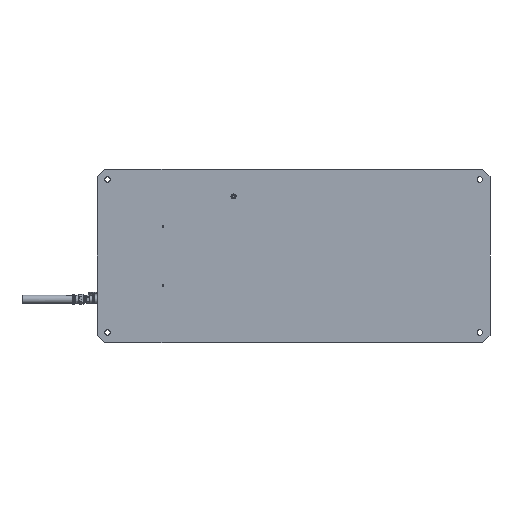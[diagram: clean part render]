
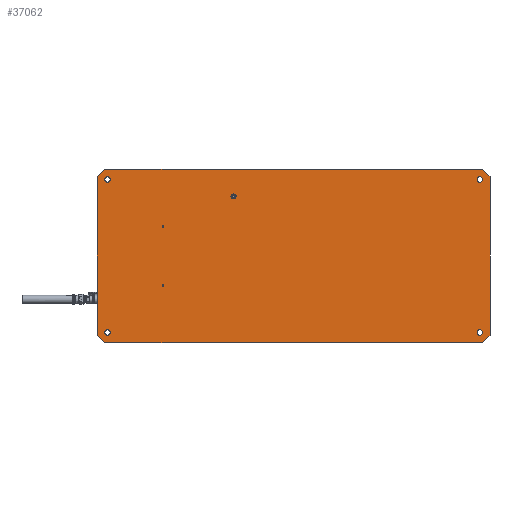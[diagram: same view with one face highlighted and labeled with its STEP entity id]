
A CAD part, front view. The second image highlights one B-rep face of the part: STEP entity #37062.
In plain terms, the highlighted planar face has unit normal (0, -1, 0).
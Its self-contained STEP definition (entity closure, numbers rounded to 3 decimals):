
#80 = EDGE_LOOP ( 'NONE', ( #10780 ) ) ;
#892 = LINE ( 'NONE', #16353, #22785 ) ;
#934 = CARTESIAN_POINT ( 'NONE',  ( 163.5, 0., 75.208 ) ) ;
#1328 = DIRECTION ( 'NONE',  ( 0., 1., 0. ) ) ;
#1469 = ORIENTED_EDGE ( 'NONE', *, *, #26769, .F. ) ;
#2056 = CARTESIAN_POINT ( 'NONE',  ( 0., 0., -215.9 ) ) ;
#2059 = CARTESIAN_POINT ( 'NONE',  ( 163.5, 0., -70.842 ) ) ;
#2611 = EDGE_CURVE ( 'NONE', #40850, #40850, #6574, .T. ) ;
#3026 = AXIS2_PLACEMENT_3D ( 'NONE', #9703, #19007, #32578 ) ;
#3436 = LINE ( 'NONE', #16355, #40286 ) ;
#4331 = DIRECTION ( 'NONE',  ( 0., 1., 0. ) ) ;
#4334 = CARTESIAN_POINT ( 'NONE',  ( 0., 0., -196.85 ) ) ;
#4575 = CARTESIAN_POINT ( 'NONE',  ( 25.4, 0., -183.754 ) ) ;
#5026 = FACE_BOUND ( 'NONE', #17296, .T. ) ;
#5123 = ORIENTED_EDGE ( 'NONE', *, *, #9197, .T. ) ;
#5222 = CARTESIAN_POINT ( 'NONE',  ( 0., 0., 196.85 ) ) ;
#5252 = ORIENTED_EDGE ( 'NONE', *, *, #37533, .T. ) ;
#5466 = DIRECTION ( 'NONE',  ( 0., 1., 0. ) ) ;
#5530 = CIRCLE ( 'NONE', #38029, 6.746 ) ;
#6134 = AXIS2_PLACEMENT_3D ( 'NONE', #2056, #8004, #33863 ) ;
#6233 = VECTOR ( 'NONE', #8855, 1000. ) ;
#6334 = ORIENTED_EDGE ( 'NONE', *, *, #7252, .F. ) ;
#6426 = DIRECTION ( 'NONE',  ( 0., 0., 1. ) ) ;
#6574 = CIRCLE ( 'NONE', #23500, 2.183 ) ;
#6780 = VECTOR ( 'NONE', #16952, 1000. ) ;
#6824 = DIRECTION ( 'NONE',  ( -0.707, 0., -0.707 ) ) ;
#7252 = EDGE_CURVE ( 'NONE', #32882, #9894, #13431, .T. ) ;
#7700 = VERTEX_POINT ( 'NONE', #934 ) ;
#7875 = EDGE_LOOP ( 'NONE', ( #16235 ) ) ;
#7934 = DIRECTION ( 'NONE',  ( 0., 0., 1. ) ) ;
#8004 = DIRECTION ( 'NONE',  ( 0., -1., 0. ) ) ;
#8342 = DIRECTION ( 'NONE',  ( 0., 0., -1. ) ) ;
#8374 = CIRCLE ( 'NONE', #29336, 2.183 ) ;
#8452 = CARTESIAN_POINT ( 'NONE',  ( 25.4, 0., 190.5 ) ) ;
#8729 = ORIENTED_EDGE ( 'NONE', *, *, #15028, .T. ) ;
#8737 = VERTEX_POINT ( 'NONE', #10566 ) ;
#8855 = DIRECTION ( 'NONE',  ( -1., 0., 0. ) ) ;
#9197 = EDGE_CURVE ( 'NONE', #33605, #33605, #5530, .T. ) ;
#9703 = CARTESIAN_POINT ( 'NONE',  ( 339.242, 0., 148.412 ) ) ;
#9894 = VERTEX_POINT ( 'NONE', #9991 ) ;
#9991 = CARTESIAN_POINT ( 'NONE',  ( 977.9, 0., -196.85 ) ) ;
#9995 = DIRECTION ( 'NONE',  ( 0., 0., 1. ) ) ;
#10066 = EDGE_LOOP ( 'NONE', ( #38300 ) ) ;
#10566 = CARTESIAN_POINT ( 'NONE',  ( 19.05, 0., -215.9 ) ) ;
#10780 = ORIENTED_EDGE ( 'NONE', *, *, #18088, .T. ) ;
#10837 = ORIENTED_EDGE ( 'NONE', *, *, #38434, .T. ) ;
#10979 = VECTOR ( 'NONE', #7934, 1000. ) ;
#11165 = CARTESIAN_POINT ( 'NONE',  ( 25.4, 0., 197.246 ) ) ;
#11939 = CARTESIAN_POINT ( 'NONE',  ( 0., 0., 215.9 ) ) ;
#12018 = FACE_BOUND ( 'NONE', #30802, .T. ) ;
#12326 = CARTESIAN_POINT ( 'NONE',  ( 952.5, 0., 197.246 ) ) ;
#12690 = EDGE_LOOP ( 'NONE', ( #8729 ) ) ;
#13397 = VERTEX_POINT ( 'NONE', #29697 ) ;
#13431 = LINE ( 'NONE', #26343, #29714 ) ;
#14123 = VERTEX_POINT ( 'NONE', #11165 ) ;
#15028 = EDGE_CURVE ( 'NONE', #7700, #7700, #8374, .T. ) ;
#15031 = CARTESIAN_POINT ( 'NONE',  ( 9.525, 0., -206.375 ) ) ;
#15236 = DIRECTION ( 'NONE',  ( 0.707, 0., -0.707 ) ) ;
#15401 = FACE_BOUND ( 'NONE', #80, .T. ) ;
#15505 = VERTEX_POINT ( 'NONE', #12326 ) ;
#15828 = DIRECTION ( 'NONE',  ( 0., 0., 1. ) ) ;
#16126 = CARTESIAN_POINT ( 'NONE',  ( 479.425, 0., -695.325 ) ) ;
#16235 = ORIENTED_EDGE ( 'NONE', *, *, #18165, .T. ) ;
#16257 = VERTEX_POINT ( 'NONE', #4334 ) ;
#16353 = CARTESIAN_POINT ( 'NONE',  ( -206.375, 0., -9.525 ) ) ;
#16355 = CARTESIAN_POINT ( 'NONE',  ( 0., 0., 215.9 ) ) ;
#16708 = AXIS2_PLACEMENT_3D ( 'NONE', #8452, #5466, #15828 ) ;
#16952 = DIRECTION ( 'NONE',  ( -0.707, 0., 0.707 ) ) ;
#17296 = EDGE_LOOP ( 'NONE', ( #18604 ) ) ;
#17427 = ORIENTED_EDGE ( 'NONE', *, *, #20522, .T. ) ;
#18088 = EDGE_CURVE ( 'NONE', #21454, #21454, #41031, .T. ) ;
#18165 = EDGE_CURVE ( 'NONE', #15505, #15505, #26804, .T. ) ;
#18555 = PLANE ( 'NONE',  #6134 ) ;
#18604 = ORIENTED_EDGE ( 'NONE', *, *, #29878, .T. ) ;
#18720 = DIRECTION ( 'NONE',  ( 0., 1., 0. ) ) ;
#19007 = DIRECTION ( 'NONE',  ( 0., -1., 0. ) ) ;
#20522 = EDGE_CURVE ( 'NONE', #24349, #30874, #892, .T. ) ;
#20921 = FACE_BOUND ( 'NONE', #7875, .T. ) ;
#21190 = ORIENTED_EDGE ( 'NONE', *, *, #41764, .F. ) ;
#21322 = CIRCLE ( 'NONE', #3026, 6.35 ) ;
#21454 = VERTEX_POINT ( 'NONE', #40549 ) ;
#22067 = AXIS2_PLACEMENT_3D ( 'NONE', #38604, #24829, #38187 ) ;
#22345 = VERTEX_POINT ( 'NONE', #26559 ) ;
#22785 = VECTOR ( 'NONE', #6824, 1000. ) ;
#22992 = VERTEX_POINT ( 'NONE', #36593 ) ;
#23153 = VECTOR ( 'NONE', #38606, 1000. ) ;
#23349 = DIRECTION ( 'NONE',  ( 1., 0., 0. ) ) ;
#23500 = AXIS2_PLACEMENT_3D ( 'NONE', #26337, #1328, #30135 ) ;
#24091 = FACE_OUTER_BOUND ( 'NONE', #39443, .T. ) ;
#24104 = CARTESIAN_POINT ( 'NONE',  ( 0., 0., -215.9 ) ) ;
#24218 = CARTESIAN_POINT ( 'NONE',  ( 19.05, 0., 215.9 ) ) ;
#24349 = VERTEX_POINT ( 'NONE', #24218 ) ;
#24829 = DIRECTION ( 'NONE',  ( 0., 1., 0. ) ) ;
#24928 = FACE_BOUND ( 'NONE', #10066, .T. ) ;
#25448 = LINE ( 'NONE', #16126, #23153 ) ;
#26188 = EDGE_CURVE ( 'NONE', #16257, #30874, #30999, .T. ) ;
#26297 = DIRECTION ( 'NONE',  ( 0., 1., 0. ) ) ;
#26337 = CARTESIAN_POINT ( 'NONE',  ( 163.5, 0., -73.025 ) ) ;
#26343 = CARTESIAN_POINT ( 'NONE',  ( 977.9, 0., 215.9 ) ) ;
#26559 = CARTESIAN_POINT ( 'NONE',  ( 958.85, 0., 215.9 ) ) ;
#26769 = EDGE_CURVE ( 'NONE', #22992, #8737, #34285, .T. ) ;
#26804 = CIRCLE ( 'NONE', #27475, 6.746 ) ;
#27102 = CARTESIAN_POINT ( 'NONE',  ( 695.325, 0., 479.425 ) ) ;
#27475 = AXIS2_PLACEMENT_3D ( 'NONE', #35853, #26297, #9995 ) ;
#28340 = LINE ( 'NONE', #15031, #31834 ) ;
#29186 = ORIENTED_EDGE ( 'NONE', *, *, #26188, .F. ) ;
#29336 = AXIS2_PLACEMENT_3D ( 'NONE', #39525, #4331, #39098 ) ;
#29697 = CARTESIAN_POINT ( 'NONE',  ( 339.242, 0., 142.062 ) ) ;
#29714 = VECTOR ( 'NONE', #8342, 1000. ) ;
#29878 = EDGE_CURVE ( 'NONE', #14123, #14123, #37717, .T. ) ;
#29886 = EDGE_LOOP ( 'NONE', ( #30038 ) ) ;
#30038 = ORIENTED_EDGE ( 'NONE', *, *, #41250, .F. ) ;
#30135 = DIRECTION ( 'NONE',  ( 0., 0., 1. ) ) ;
#30802 = EDGE_LOOP ( 'NONE', ( #5123 ) ) ;
#30874 = VERTEX_POINT ( 'NONE', #5222 ) ;
#30999 = LINE ( 'NONE', #11939, #10979 ) ;
#31274 = FACE_BOUND ( 'NONE', #29886, .T. ) ;
#31834 = VECTOR ( 'NONE', #15236, 1000. ) ;
#32578 = DIRECTION ( 'NONE',  ( 0., 0., -1. ) ) ;
#32882 = VERTEX_POINT ( 'NONE', #39231 ) ;
#33605 = VERTEX_POINT ( 'NONE', #4575 ) ;
#33863 = DIRECTION ( 'NONE',  ( 0., 0., -1. ) ) ;
#34285 = LINE ( 'NONE', #24104, #6233 ) ;
#34471 = EDGE_CURVE ( 'NONE', #32882, #22345, #36881, .T. ) ;
#35051 = CARTESIAN_POINT ( 'NONE',  ( 25.4, 0., -190.5 ) ) ;
#35421 = ORIENTED_EDGE ( 'NONE', *, *, #34471, .T. ) ;
#35853 = CARTESIAN_POINT ( 'NONE',  ( 952.5, 0., 190.5 ) ) ;
#36593 = CARTESIAN_POINT ( 'NONE',  ( 958.85, 0., -215.9 ) ) ;
#36881 = LINE ( 'NONE', #27102, #6780 ) ;
#37062 = ADVANCED_FACE ( 'NONE', ( #5026, #15401, #31274, #24091, #20921, #12018, #37874, #24928 ), #18555, .T. ) ;
#37533 = EDGE_CURVE ( 'NONE', #16257, #8737, #28340, .T. ) ;
#37717 = CIRCLE ( 'NONE', #16708, 6.746 ) ;
#37874 = FACE_BOUND ( 'NONE', #12690, .T. ) ;
#38029 = AXIS2_PLACEMENT_3D ( 'NONE', #35051, #18720, #6426 ) ;
#38187 = DIRECTION ( 'NONE',  ( 0., 0., 1. ) ) ;
#38300 = ORIENTED_EDGE ( 'NONE', *, *, #2611, .T. ) ;
#38434 = EDGE_CURVE ( 'NONE', #22992, #9894, #25448, .T. ) ;
#38604 = CARTESIAN_POINT ( 'NONE',  ( 952.5, 0., -190.5 ) ) ;
#38606 = DIRECTION ( 'NONE',  ( 0.707, 0., 0.707 ) ) ;
#39098 = DIRECTION ( 'NONE',  ( 0., 0., 1. ) ) ;
#39231 = CARTESIAN_POINT ( 'NONE',  ( 977.9, 0., 196.85 ) ) ;
#39443 = EDGE_LOOP ( 'NONE', ( #29186, #5252, #1469, #10837, #6334, #35421, #21190, #17427 ) ) ;
#39525 = CARTESIAN_POINT ( 'NONE',  ( 163.5, 0., 73.025 ) ) ;
#40286 = VECTOR ( 'NONE', #23349, 1000. ) ;
#40549 = CARTESIAN_POINT ( 'NONE',  ( 952.5, 0., -183.754 ) ) ;
#40850 = VERTEX_POINT ( 'NONE', #2059 ) ;
#41031 = CIRCLE ( 'NONE', #22067, 6.746 ) ;
#41250 = EDGE_CURVE ( 'NONE', #13397, #13397, #21322, .T. ) ;
#41764 = EDGE_CURVE ( 'NONE', #24349, #22345, #3436, .T. ) ;
